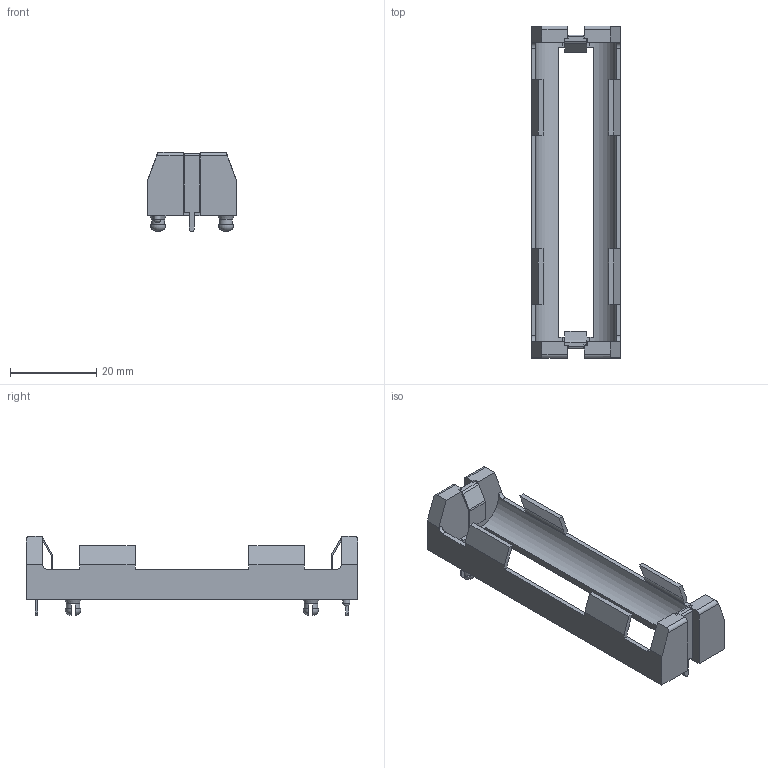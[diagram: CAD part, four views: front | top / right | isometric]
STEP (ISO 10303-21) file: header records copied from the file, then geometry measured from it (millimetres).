
FILE_DESCRIPTION(/* description */ ('STEP AP242','CAx-IF Rec.Pracs.---Representation and Presentation of Product Manufacturing Information (PMI)---4.0---2014-10-13','CAx-IF Rec.Pracs.---3D Tessellated Geometry---0.4---2014-09-14','2;1'),/* implementation_level */ '2;1');
FILE_NAME(/* name */ '67fea5fdabb6714115e8e365',/* time_stamp */ '2025-04-15T18:31:26Z',/* author */ (''),/* organization */ (''),/* preprocessor_version */ 'ST-DEVELOPER v20',/* originating_system */ 'ONSHAPE BY PTC INC, 1.196',/* authorisation */ ' ');
FILE_SCHEMA (('AP242_MANAGED_MODEL_BASED_3D_ENGINEERING_MIM_LF { 1 0 10303 442 1 1 4 }'));
Length unit declared in the file: metre
Products named in the file (3): 1043
Bounding box: 20.65 x 77.05 x 18.42 mm (x, y, z)
Volume: 5501.2 mm3; surface area: 6271.8 mm2
Topology: 3 solids, 3 shells, 156 faces, 438 edges, 290 vertices
Faces by surface type: plane 122, cylinder 27, torus 5, cone 2
Full cylindrical faces by diameter (mm): 1.661 x1, 3.128 x2
Entity records: 5123 total; most frequent: CARTESIAN_POINT 919, ORIENTED_EDGE 858, DIRECTION 822, EDGE_CURVE 429, LINE 338, VECTOR 338, VERTEX_POINT 287, AXIS2_PLACEMENT_3D 242
